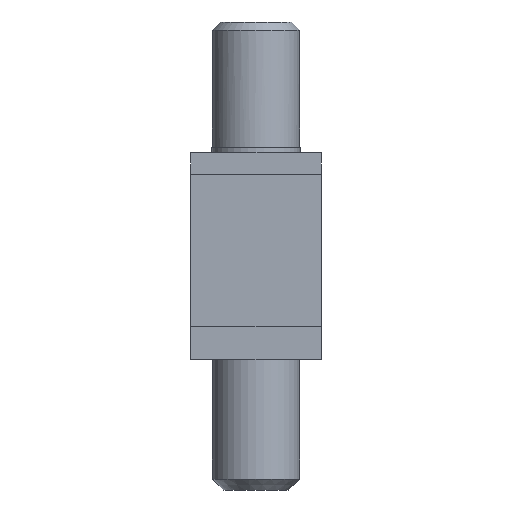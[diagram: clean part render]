
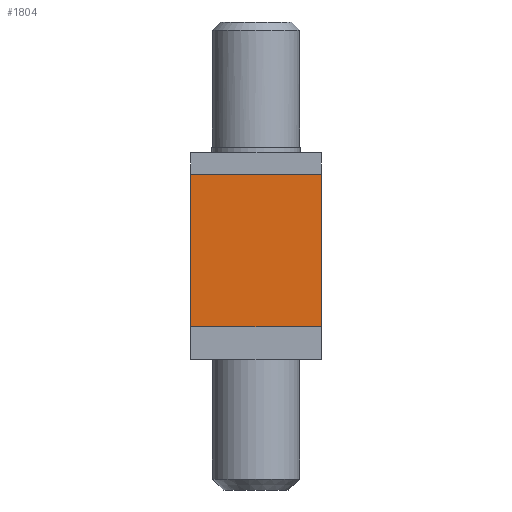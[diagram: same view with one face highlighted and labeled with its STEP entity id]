
A CAD part, front view. The second image highlights one B-rep face of the part: STEP entity #1804.
In plain terms, the highlighted planar face has unit normal (0, -1, 0).
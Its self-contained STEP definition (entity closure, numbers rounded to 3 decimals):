
#23 = ORIENTED_EDGE ( 'NONE', *, *, #474, .F. ) ;
#64 = PLANE ( 'NONE',  #1865 ) ;
#188 = DIRECTION ( 'NONE',  ( 0., 0., -1. ) ) ;
#253 = ORIENTED_EDGE ( 'NONE', *, *, #2600, .F. ) ;
#405 = DIRECTION ( 'NONE',  ( 1., 0., 0. ) ) ;
#433 = VERTEX_POINT ( 'NONE', #1789 ) ;
#474 = EDGE_CURVE ( 'NONE', #1186, #504, #1200, .T. ) ;
#504 = VERTEX_POINT ( 'NONE', #808 ) ;
#512 = EDGE_CURVE ( 'NONE', #433, #1186, #1418, .T. ) ;
#513 = CARTESIAN_POINT ( 'NONE',  ( -6., -20.9, 3. ) ) ;
#573 = DIRECTION ( 'NONE',  ( -1., 0., 0. ) ) ;
#635 = VECTOR ( 'NONE', #1323, 1000. ) ;
#808 = CARTESIAN_POINT ( 'NONE',  ( 6., -20.9, 3. ) ) ;
#875 = VECTOR ( 'NONE', #405, 1000. ) ;
#878 = CARTESIAN_POINT ( 'NONE',  ( -6., -20.9, 17. ) ) ;
#1186 = VERTEX_POINT ( 'NONE', #2191 ) ;
#1200 = LINE ( 'NONE', #2015, #1658 ) ;
#1323 = DIRECTION ( 'NONE',  ( 0., 0., 1. ) ) ;
#1359 = VECTOR ( 'NONE', #573, 1000. ) ;
#1417 = EDGE_CURVE ( 'NONE', #1597, #433, #2337, .T. ) ;
#1418 = LINE ( 'NONE', #2229, #875 ) ;
#1585 = LINE ( 'NONE', #2403, #1359 ) ;
#1597 = VERTEX_POINT ( 'NONE', #2413 ) ;
#1658 = VECTOR ( 'NONE', #188, 1000. ) ;
#1690 = DIRECTION ( 'NONE',  ( 0., 1., 0. ) ) ;
#1765 = ORIENTED_EDGE ( 'NONE', *, *, #512, .F. ) ;
#1789 = CARTESIAN_POINT ( 'NONE',  ( -6., -20.9, 17. ) ) ;
#1804 = ADVANCED_FACE ( 'NONE', ( #1891 ), #64, .F. ) ;
#1865 = AXIS2_PLACEMENT_3D ( 'NONE', #878, #1690, #2508 ) ;
#1891 = FACE_OUTER_BOUND ( 'NONE', #2293, .T. ) ;
#2012 = ORIENTED_EDGE ( 'NONE', *, *, #1417, .F. ) ;
#2015 = CARTESIAN_POINT ( 'NONE',  ( 6., -20.9, 17. ) ) ;
#2191 = CARTESIAN_POINT ( 'NONE',  ( 6., -20.9, 17. ) ) ;
#2229 = CARTESIAN_POINT ( 'NONE',  ( -6., -20.9, 17. ) ) ;
#2293 = EDGE_LOOP ( 'NONE', ( #2012, #253, #23, #1765 ) ) ;
#2337 = LINE ( 'NONE', #513, #635 ) ;
#2403 = CARTESIAN_POINT ( 'NONE',  ( 6., -20.9, 3. ) ) ;
#2413 = CARTESIAN_POINT ( 'NONE',  ( -6., -20.9, 3. ) ) ;
#2508 = DIRECTION ( 'NONE',  ( 1., 0., 0. ) ) ;
#2600 = EDGE_CURVE ( 'NONE', #504, #1597, #1585, .T. ) ;
